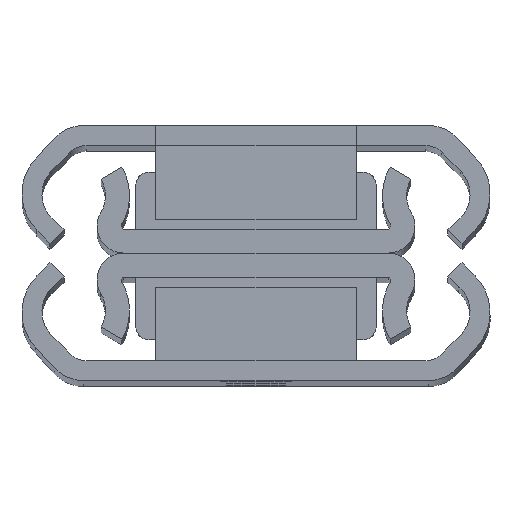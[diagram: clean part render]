
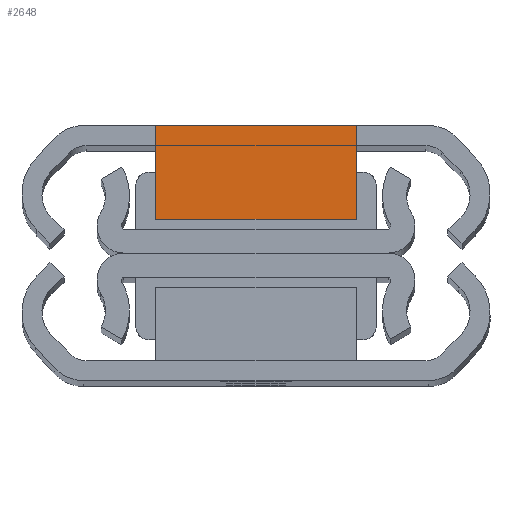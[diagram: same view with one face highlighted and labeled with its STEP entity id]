
A CAD part, top view. The second image highlights one B-rep face of the part: STEP entity #2648.
In plain terms, the highlighted face is planar.
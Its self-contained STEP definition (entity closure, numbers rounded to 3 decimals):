
#215 = AXIS2_PLACEMENT_3D ( 'NONE', #2568, #2574, #2575 ) ;
#277 = EDGE_LOOP ( 'NONE', ( #405, #406, #407, #408, #409, #410 ) ) ;
#405 = ORIENTED_EDGE ( 'NONE', *, *, #1113, .T. ) ;
#406 = ORIENTED_EDGE ( 'NONE', *, *, #1079, .T. ) ;
#407 = ORIENTED_EDGE ( 'NONE', *, *, #1068, .T. ) ;
#408 = ORIENTED_EDGE ( 'NONE', *, *, #1066, .T. ) ;
#409 = ORIENTED_EDGE ( 'NONE', *, *, #990, .F. ) ;
#410 = ORIENTED_EDGE ( 'NONE', *, *, #1009, .F. ) ;
#489 = LINE ( 'NONE', #1948, #1196 ) ;
#838 = LINE ( 'NONE', #1780, #839 ) ;
#839 = VECTOR ( 'NONE', #1781, 1000. ) ;
#859 = LINE ( 'NONE', #1819, #875 ) ;
#875 = VECTOR ( 'NONE', #1823, 1000. ) ;
#990 = EDGE_CURVE ( 'NONE', #1694, #1578, #838, .T. ) ;
#1009 = EDGE_CURVE ( 'NONE', #1671, #1694, #859, .T. ) ;
#1066 = EDGE_CURVE ( 'NONE', #1585, #1578, #489, .T. ) ;
#1068 = EDGE_CURVE ( 'NONE', #1573, #1585, #1200, .T. ) ;
#1079 = EDGE_CURVE ( 'NONE', #1579, #1573, #1217, .T. ) ;
#1113 = EDGE_CURVE ( 'NONE', #1671, #1579, #1275, .T. ) ;
#1196 = VECTOR ( 'NONE', #1951, 1000. ) ;
#1200 = LINE ( 'NONE', #1954, #1201 ) ;
#1201 = VECTOR ( 'NONE', #1955, 1000. ) ;
#1217 = LINE ( 'NONE', #1978, #1218 ) ;
#1218 = VECTOR ( 'NONE', #1979, 1000. ) ;
#1275 = LINE ( 'NONE', #2060, #1276 ) ;
#1276 = VECTOR ( 'NONE', #2061, 1000. ) ;
#1472 = FACE_OUTER_BOUND ( 'NONE', #277, .T. ) ;
#1573 = VERTEX_POINT ( 'NONE', #2251 ) ;
#1578 = VERTEX_POINT ( 'NONE', #2255 ) ;
#1579 = VERTEX_POINT ( 'NONE', #2256 ) ;
#1585 = VERTEX_POINT ( 'NONE', #2262 ) ;
#1671 = VERTEX_POINT ( 'NONE', #2348 ) ;
#1694 = VERTEX_POINT ( 'NONE', #2371 ) ;
#1780 = CARTESIAN_POINT ( 'NONE',  ( 7.5, -9.78, -122.5 ) ) ;
#1781 = DIRECTION ( 'NONE',  ( 0., 1., 0. ) ) ;
#1819 = CARTESIAN_POINT ( 'NONE',  ( 7.5, -9.78, -122.5 ) ) ;
#1823 = DIRECTION ( 'NONE',  ( 1., 0., 0. ) ) ;
#1948 = CARTESIAN_POINT ( 'NONE',  ( 7.5, -2.78, -122.5 ) ) ;
#1951 = DIRECTION ( 'NONE',  ( 0., -1., 0. ) ) ;
#1954 = CARTESIAN_POINT ( 'NONE',  ( -7.5, -2.78, -122.5 ) ) ;
#1955 = DIRECTION ( 'NONE',  ( 1., 0., 0. ) ) ;
#1978 = CARTESIAN_POINT ( 'NONE',  ( -7.5, -8.28, -122.5 ) ) ;
#1979 = DIRECTION ( 'NONE',  ( 0., 1., 0. ) ) ;
#2060 = CARTESIAN_POINT ( 'NONE',  ( -7.5, -9.78, -122.5 ) ) ;
#2061 = DIRECTION ( 'NONE',  ( 0., 1., 0. ) ) ;
#2251 = CARTESIAN_POINT ( 'NONE',  ( -7.5, -2.78, -122.5 ) ) ;
#2255 = CARTESIAN_POINT ( 'NONE',  ( 7.5, -8.28, -122.5 ) ) ;
#2256 = CARTESIAN_POINT ( 'NONE',  ( -7.5, -8.28, -122.5 ) ) ;
#2262 = CARTESIAN_POINT ( 'NONE',  ( 7.5, -2.78, -122.5 ) ) ;
#2348 = CARTESIAN_POINT ( 'NONE',  ( -7.5, -9.78, -122.5 ) ) ;
#2371 = CARTESIAN_POINT ( 'NONE',  ( 7.5, -9.78, -122.5 ) ) ;
#2565 = PLANE ( 'NONE',  #215 ) ;
#2568 = CARTESIAN_POINT ( 'NONE',  ( 7.5, -9.78, -122.5 ) ) ;
#2574 = DIRECTION ( 'NONE',  ( 0., 0., 1. ) ) ;
#2575 = DIRECTION ( 'NONE',  ( 1., 0., 0. ) ) ;
#2648 = ADVANCED_FACE ( 'NONE', ( #1472 ), #2565, .F. ) ;
